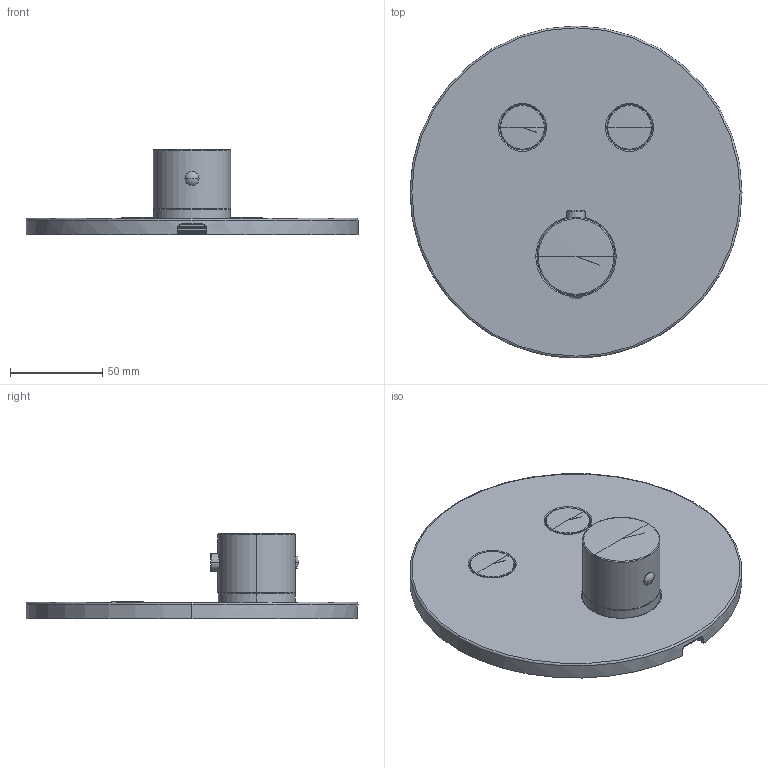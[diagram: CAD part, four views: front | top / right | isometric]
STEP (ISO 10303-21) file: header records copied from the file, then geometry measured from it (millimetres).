
FILE_DESCRIPTION((''),'2;1');
FILE_NAME('CPT018CR','2021-04-12T13:18:44',('ut3'),('PAFFONI SpA'),'CREO PARAMETRIC BY PTC INC, 2020044','CREO PARAMETRIC BY PTC INC, 2020044','');
FILE_SCHEMA(('CONFIG_CONTROL_DESIGN','SHAPE_APPEARANCE_LAYERS_GROUPS'));
Products named in the file (1): CPT018CR
Bounding box: 180 x 180 x 46.37 mm (x, y, z)
Volume: 151978.9 mm3; surface area: 131756.2 mm2
Topology: 2 solids, 2 shells, 1491 faces, 3421 edges, 2000 vertices
Faces by surface type: cylinder 446, plane 391, bspline 225, torus 176, cone 165, sphere 88
Entity records: 67706 total; most frequent: CARTESIAN_POINT 24565, DIRECTION 6858, ORIENTED_EDGE 6802, EDGE_CURVE 3401, AXIS2_PLACEMENT_3D 2776, VERTEX_POINT 2000, EDGE_LOOP 1625, CIRCLE 1510
